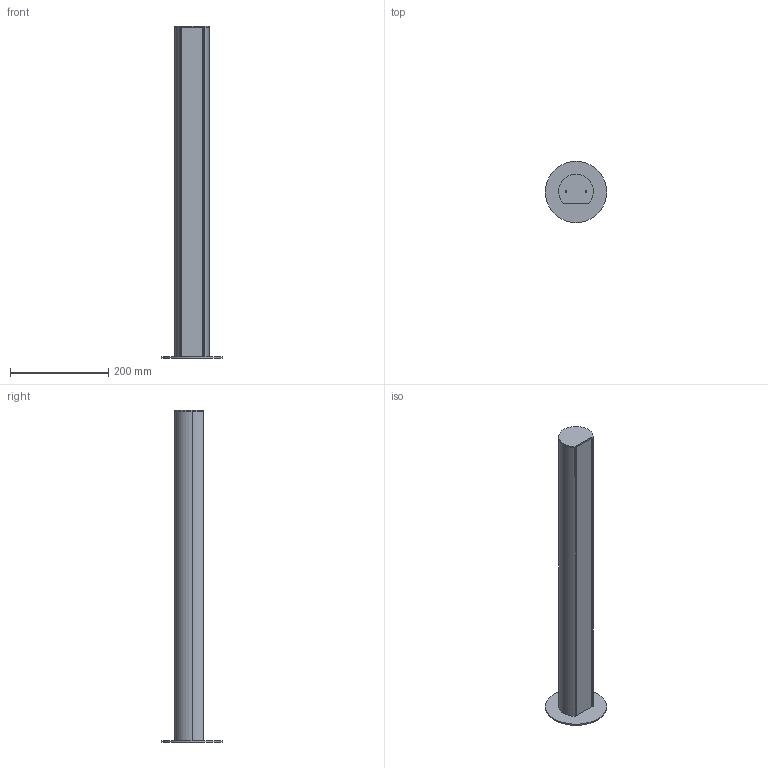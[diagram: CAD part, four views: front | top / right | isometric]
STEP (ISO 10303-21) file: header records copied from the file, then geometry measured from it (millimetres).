
FILE_DESCRIPTION (( 'STEP AP214' ), '1' );
FILE_NAME ('6290054.STEP', '2025-02-14T10:48:11', ( '' ), ( '' ), 'SwSTEP 2.0', 'SolidWorks 2024', '' );
FILE_SCHEMA (( 'AUTOMOTIVE_DESIGN' ));
Length unit declared in the file: millimetre
Products named in the file (9): 026463_L=670; 6290054; 031663_Standard; 031665_Standard; 070048_L=670; 031659_Standard; 35050322_Standard; 063500_L=670; 031662_Standard
Assembly tree (11 placements, depth 3):
  6290054
    026463_L=670
    35050322_Standard  x4
    031659_Standard
    031665_Standard
      031663_Standard
      031662_Standard
    070048_L=670
      063500_L=670
Bounding box: 125 x 125 x 676 mm (x, y, z)
Volume: 368459.8 mm3; surface area: 362561.4 mm2
Topology: 9 solids, 9 shells, 297 faces, 657 edges, 382 vertices
Faces by surface type: plane 218, cylinder 55, cone 24
Entity records: 5579 total; most frequent: DIRECTION 967, CARTESIAN_POINT 912, ORIENTED_EDGE 878, EDGE_CURVE 439, AXIS2_PLACEMENT_3D 323, LINE 321, VECTOR 321, VERTEX_POINT 268
